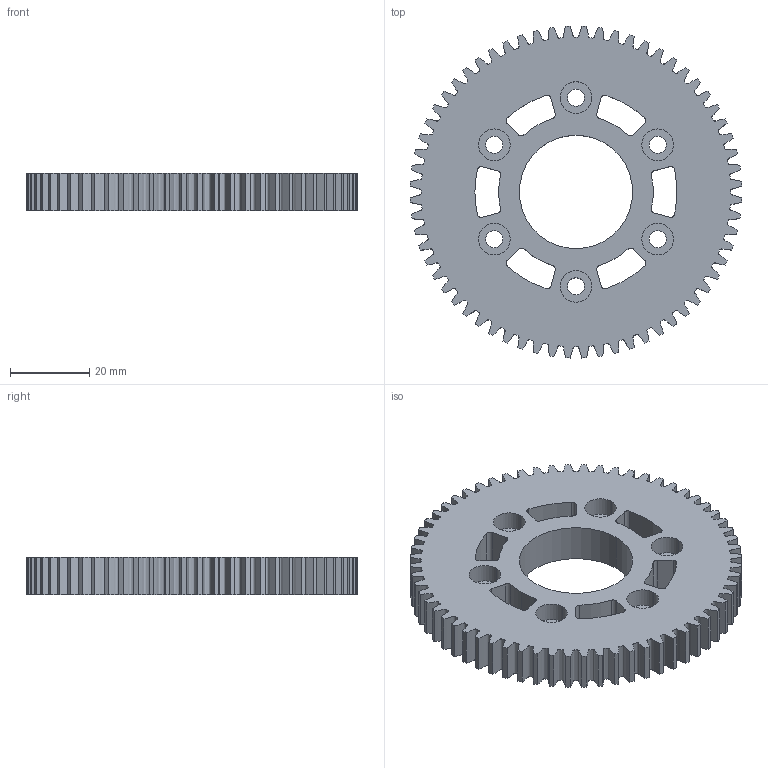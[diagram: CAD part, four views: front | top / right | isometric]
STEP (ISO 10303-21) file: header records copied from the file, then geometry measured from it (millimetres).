
FILE_DESCRIPTION (( 'STEP AP214' ), '1' );
FILE_NAME ('217-3343-STEP.STEP', '2013-12-09T16:34:28', ( '' ), ( '' ), 'SwSTEP 2.0', 'SolidWorks 2013', '' );
FILE_SCHEMA (( 'AUTOMOTIVE_DESIGN' ));
Length unit declared in the file: inch
Products named in the file (1): 217-3343-STEP
Bounding box: 83.77 x 83.77 x 9.53 mm (x, y, z)
Volume: 38792.9 mm3; surface area: 16875.6 mm2
Topology: 1 solids, 1 shells, 218 faces, 630 edges, 420 vertices
Faces by surface type: cylinder 134, bspline 64, plane 20
Entity records: 26446 total; most frequent: CARTESIAN_POINT 20789, ORIENTED_EDGE 1260, DIRECTION 1080, EDGE_CURVE 630, AXIS2_PLACEMENT_3D 423, VERTEX_POINT 420, CIRCLE 268, EDGE_LOOP 250
